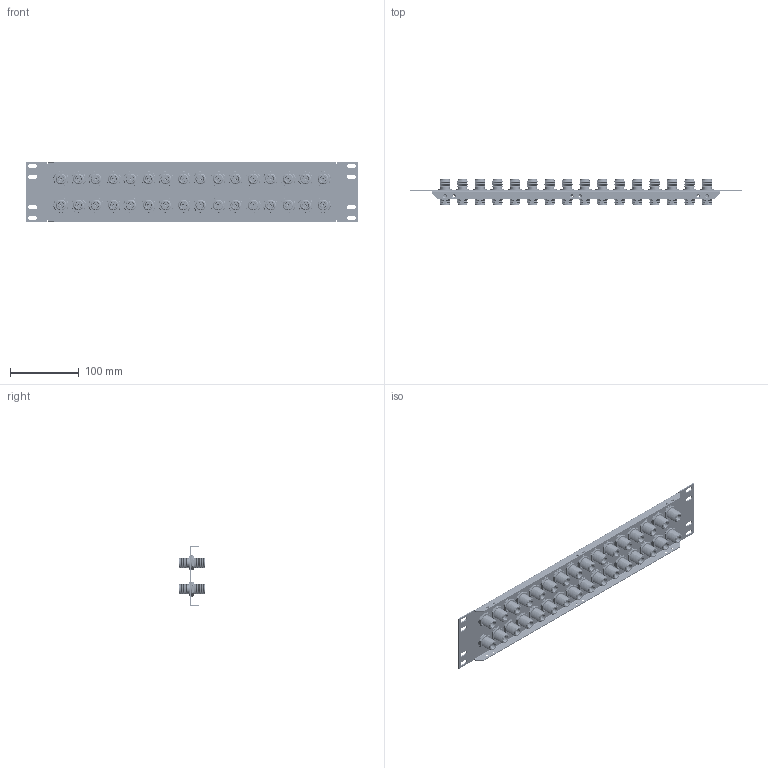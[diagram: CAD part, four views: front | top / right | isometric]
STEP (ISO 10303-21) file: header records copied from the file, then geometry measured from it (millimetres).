
FILE_DESCRIPTION (( 'STEP AP214' ), '1' );
FILE_NAME ('PR35N32BLK.STEP', '2018-11-16T18:36:47', ( '' ), ( '' ), 'SwSTEP 2.0', 'SolidWorks 2017', '' );
FILE_SCHEMA (( 'AUTOMOTIVE_DESIGN' ));
Length unit declared in the file: inch
Products named in the file (6): 3AA02-017; PR35N32BLK; AXA-NFNFB; LOCKWASH-INT.625; 1AP08-005; AXA-NFNFB_body
Assembly tree (36 placements, depth 3):
  PR35N32BLK
    1AP08-005
    AXA-NFNFB  x32
      AXA-NFNFB_body
      LOCKWASH-INT.625
      3AA02-017
Bounding box: 482.6 x 38.2 x 88.39 mm (x, y, z)
Volume: 255689.8 mm3; surface area: 256613.2 mm2
Topology: 97 solids, 97 shells, 22681 faces, 60382 edges, 36060 vertices
Faces by surface type: plane 6893, cone 5272, cylinder 4972, sphere 3008, bspline 2408, torus 128
Entity records: 81995 total; most frequent: CARTESIAN_POINT 30385, ORIENTED_EDGE 8966, DIRECTION 6877, EDGE_CURVE 4483, VERTEX_POINT 2858, VECTOR 2569, LINE 2569, AXIS2_PLACEMENT_3D 2154
